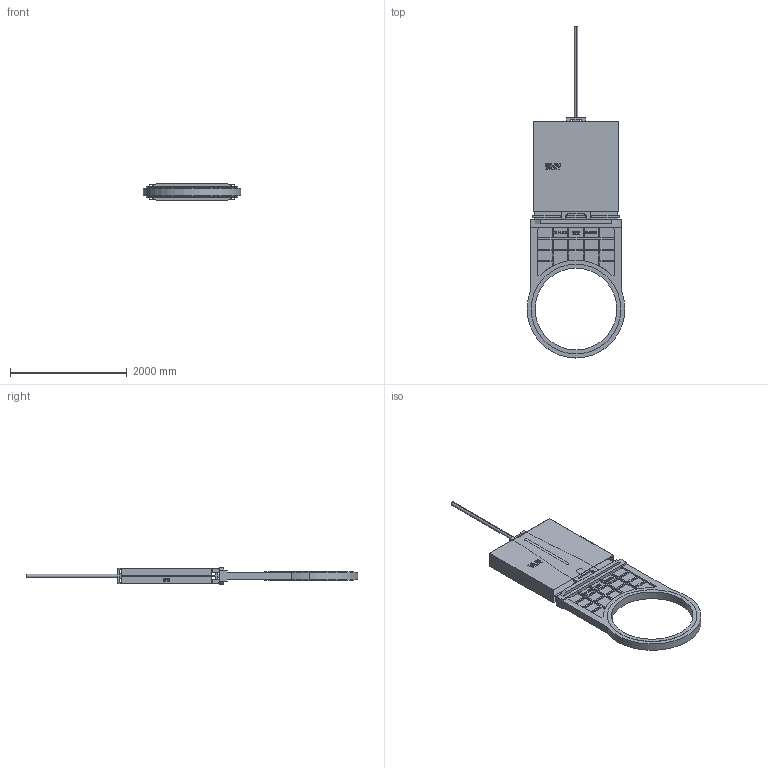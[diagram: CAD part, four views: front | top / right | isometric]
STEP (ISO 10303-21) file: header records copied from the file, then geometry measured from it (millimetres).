
FILE_DESCRIPTION (( 'STEP AP203' ), '1' );
FILE_NAME ('702140050034.STEP', '2017-04-20T15:27:51', ( '' ), ( '' ), 'SwSTEP 2.0', 'SolidWorks 2016', '' );
FILE_SCHEMA (( 'CONFIG_CONTROL_DESIGN' ));
Length unit declared in the file: millimetre
Products named in the file (1): 702140050034
Bounding box: 1675 x 5685.5 x 290 mm (x, y, z)
Volume: 363849162.3 mm3; surface area: 25743658.7 mm2
Topology: 3 solids, 3 shells, 1324 faces, 3778 edges, 2514 vertices
Faces by surface type: plane 761, cylinder 417, bspline 144, cone 2
Entity records: 52783 total; most frequent: CARTESIAN_POINT 18129, ORIENTED_EDGE 7556, DIRECTION 6704, EDGE_CURVE 3778, VECTOR 2638, LINE 2638, VERTEX_POINT 2514, AXIS2_PLACEMENT_3D 2033
